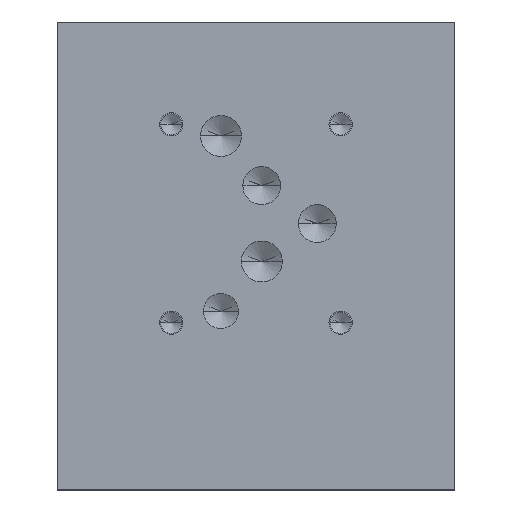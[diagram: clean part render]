
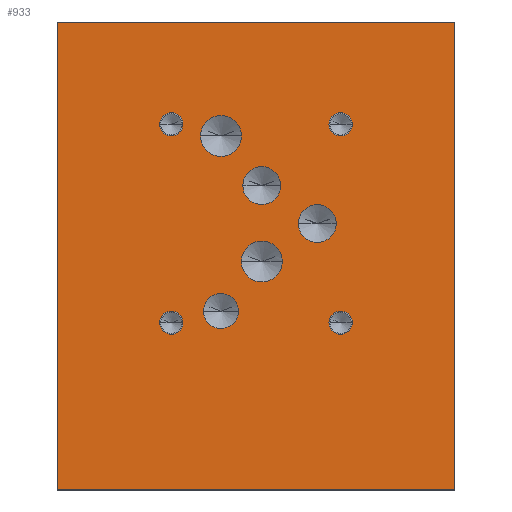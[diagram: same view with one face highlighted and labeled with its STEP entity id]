
A CAD part, top view. The second image highlights one B-rep face of the part: STEP entity #933.
In plain terms, the highlighted planar face has unit normal (0, 0, 1).
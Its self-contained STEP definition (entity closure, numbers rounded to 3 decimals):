
#73=CARTESIAN_POINT('',(75.794,72.212,127.));
#74=VERTEX_POINT('',#73);
#75=CARTESIAN_POINT('',(70.637,72.212,127.));
#76=DIRECTION('',(0.0,0.0,-1.0));
#77=DIRECTION('',(1.0,0.0,0.0));
#78=AXIS2_PLACEMENT_3D('',#75,#76,#77);
#79=CIRCLE('',#78,5.156);
#80=EDGE_CURVE('',#74,#74,#79,.T.);
#144=CARTESIAN_POINT('',(50.008,96.025,127.));
#145=VERTEX_POINT('',#144);
#146=CARTESIAN_POINT('',(44.445,96.025,127.));
#147=DIRECTION('',(0.0,0.0,-1.0));
#148=DIRECTION('',(1.0,0.0,0.0));
#149=AXIS2_PLACEMENT_3D('',#146,#147,#148);
#150=CIRCLE('',#149,5.563);
#151=EDGE_CURVE('',#145,#145,#150,.T.);
#215=CARTESIAN_POINT('',(60.706,82.53,127.));
#216=VERTEX_POINT('',#215);
#217=CARTESIAN_POINT('',(55.55,82.53,127.));
#218=DIRECTION('',(0.0,0.0,-1.0));
#219=DIRECTION('',(1.0,0.0,0.0));
#220=AXIS2_PLACEMENT_3D('',#217,#218,#219);
#221=CIRCLE('',#220,5.156);
#222=EDGE_CURVE('',#216,#216,#221,.T.);
#286=CARTESIAN_POINT('',(61.117,61.892,127.));
#287=VERTEX_POINT('',#286);
#288=CARTESIAN_POINT('',(55.555,61.892,127.));
#289=DIRECTION('',(0.0,0.0,-1.0));
#290=DIRECTION('',(1.0,0.0,0.0));
#291=AXIS2_PLACEMENT_3D('',#288,#289,#290);
#292=CIRCLE('',#291,5.563);
#293=EDGE_CURVE('',#287,#287,#292,.T.);
#357=CARTESIAN_POINT('',(49.207,48.4,127.));
#358=VERTEX_POINT('',#357);
#359=CARTESIAN_POINT('',(44.445,48.4,127.));
#360=DIRECTION('',(0.0,0.0,-1.0));
#361=DIRECTION('',(1.0,0.0,0.0));
#362=AXIS2_PLACEMENT_3D('',#359,#360,#361);
#363=CIRCLE('',#362,4.762);
#364=EDGE_CURVE('',#358,#358,#363,.T.);
#428=CARTESIAN_POINT('',(34.125,45.225,127.));
#429=VERTEX_POINT('',#428);
#430=CARTESIAN_POINT('',(30.95,45.225,127.));
#431=DIRECTION('',(0.0,0.0,-1.0));
#432=DIRECTION('',(1.0,0.0,0.0));
#433=AXIS2_PLACEMENT_3D('',#430,#431,#432);
#434=CIRCLE('',#433,3.175);
#435=EDGE_CURVE('',#429,#429,#434,.T.);
#539=CARTESIAN_POINT('',(80.162,45.225,127.));
#540=VERTEX_POINT('',#539);
#541=CARTESIAN_POINT('',(76.987,45.225,127.));
#542=DIRECTION('',(0.0,0.0,-1.0));
#543=DIRECTION('',(1.0,0.0,0.0));
#544=AXIS2_PLACEMENT_3D('',#541,#542,#543);
#545=CIRCLE('',#544,3.175);
#546=EDGE_CURVE('',#540,#540,#545,.T.);
#650=CARTESIAN_POINT('',(80.162,99.2,127.));
#651=VERTEX_POINT('',#650);
#652=CARTESIAN_POINT('',(76.987,99.2,127.));
#653=DIRECTION('',(0.0,0.0,-1.0));
#654=DIRECTION('',(1.0,0.0,0.0));
#655=AXIS2_PLACEMENT_3D('',#652,#653,#654);
#656=CIRCLE('',#655,3.175);
#657=EDGE_CURVE('',#651,#651,#656,.T.);
#761=CARTESIAN_POINT('',(34.112,99.212,127.));
#762=VERTEX_POINT('',#761);
#763=CARTESIAN_POINT('',(30.937,99.212,127.));
#764=DIRECTION('',(0.0,0.0,-1.0));
#765=DIRECTION('',(1.0,0.0,0.0));
#766=AXIS2_PLACEMENT_3D('',#763,#764,#765);
#767=CIRCLE('',#766,3.175);
#768=EDGE_CURVE('',#762,#762,#767,.T.);
#867=CARTESIAN_POINT('',(0.0,127.,127.));
#868=DIRECTION('',(0.0,0.0,-1.0));
#869=DIRECTION('',(-1.0,0.0,0.0));
#870=AXIS2_PLACEMENT_3D('',#867,#868,#869);
#871=PLANE('',#870);
#872=CARTESIAN_POINT('',(0.0,0.0,127.));
#873=VERTEX_POINT('',#872);
#874=CARTESIAN_POINT('',(0.0,127.,127.));
#875=VERTEX_POINT('',#874);
#876=CARTESIAN_POINT('',(0.0,0.0,127.));
#877=DIRECTION('',(0.0,1.0,0.0));
#878=VECTOR('',#877,127.);
#879=LINE('',#876,#878);
#880=EDGE_CURVE('',#873,#875,#879,.T.);
#881=ORIENTED_EDGE('',*,*,#880,.F.);
#882=CARTESIAN_POINT('',(107.95,0.0,127.));
#883=VERTEX_POINT('',#882);
#884=CARTESIAN_POINT('',(107.95,0.0,127.));
#885=DIRECTION('',(-1.0,0.0,0.0));
#886=VECTOR('',#885,107.95);
#887=LINE('',#884,#886);
#888=EDGE_CURVE('',#883,#873,#887,.T.);
#889=ORIENTED_EDGE('',*,*,#888,.F.);
#890=CARTESIAN_POINT('',(107.95,127.,127.));
#891=VERTEX_POINT('',#890);
#892=CARTESIAN_POINT('',(107.95,127.,127.));
#893=DIRECTION('',(0.0,-1.0,0.0));
#894=VECTOR('',#893,127.);
#895=LINE('',#892,#894);
#896=EDGE_CURVE('',#891,#883,#895,.T.);
#897=ORIENTED_EDGE('',*,*,#896,.F.);
#898=CARTESIAN_POINT('',(0.0,127.,127.));
#899=DIRECTION('',(1.0,0.0,0.0));
#900=VECTOR('',#899,107.95);
#901=LINE('',#898,#900);
#902=EDGE_CURVE('',#875,#891,#901,.T.);
#903=ORIENTED_EDGE('',*,*,#902,.F.);
#904=EDGE_LOOP('',(#881,#889,#897,#903));
#905=FACE_OUTER_BOUND('',#904,.T.);
#906=ORIENTED_EDGE('',*,*,#80,.T.);
#907=EDGE_LOOP('',(#906));
#908=FACE_BOUND('',#907,.T.);
#909=ORIENTED_EDGE('',*,*,#151,.T.);
#910=EDGE_LOOP('',(#909));
#911=FACE_BOUND('',#910,.T.);
#912=ORIENTED_EDGE('',*,*,#222,.T.);
#913=EDGE_LOOP('',(#912));
#914=FACE_BOUND('',#913,.T.);
#915=ORIENTED_EDGE('',*,*,#293,.T.);
#916=EDGE_LOOP('',(#915));
#917=FACE_BOUND('',#916,.T.);
#918=ORIENTED_EDGE('',*,*,#364,.T.);
#919=EDGE_LOOP('',(#918));
#920=FACE_BOUND('',#919,.T.);
#921=ORIENTED_EDGE('',*,*,#435,.T.);
#922=EDGE_LOOP('',(#921));
#923=FACE_BOUND('',#922,.T.);
#924=ORIENTED_EDGE('',*,*,#546,.T.);
#925=EDGE_LOOP('',(#924));
#926=FACE_BOUND('',#925,.T.);
#927=ORIENTED_EDGE('',*,*,#657,.T.);
#928=EDGE_LOOP('',(#927));
#929=FACE_BOUND('',#928,.T.);
#930=ORIENTED_EDGE('',*,*,#768,.T.);
#931=EDGE_LOOP('',(#930));
#932=FACE_BOUND('',#931,.T.);
#933=ADVANCED_FACE('',(#905,#908,#911,#914,#917,#920,#923,#926,#929,#932),#871,.F.);
